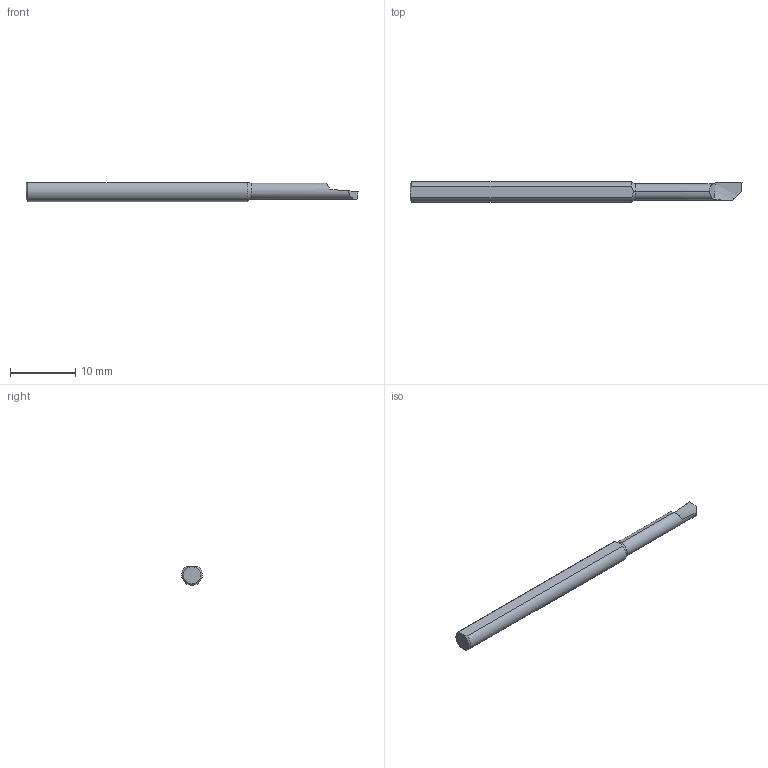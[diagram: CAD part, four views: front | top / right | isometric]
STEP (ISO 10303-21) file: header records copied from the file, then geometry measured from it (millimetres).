
FILE_DESCRIPTION (( 'STEP AP203' ), '1' );
FILE_NAME ('215901-HB110LF.STEP', '2024-07-26T17:30:32', ( '' ), ( '' ), 'SwSTEP 2.0', 'SolidWorks 2024', '' );
FILE_SCHEMA (( 'CONFIG_CONTROL_DESIGN' ));
Length unit declared in the file: inch
Products named in the file (1): 215901-HB110LF
Bounding box: 50.8 x 3.17 x 2.92 mm (x, y, z)
Volume: 327 mm3; surface area: 470.4 mm2
Topology: 1 solids, 1 shells, 20 faces, 49 edges, 31 vertices
Faces by surface type: plane 8, cylinder 4, bspline 4, torus 2, cone 2
Entity records: 868 total; most frequent: CARTESIAN_POINT 382, ORIENTED_EDGE 98, DIRECTION 71, EDGE_CURVE 49, VERTEX_POINT 31, AXIS2_PLACEMENT_3D 31, EDGE_LOOP 20, ADVANCED_FACE 20
